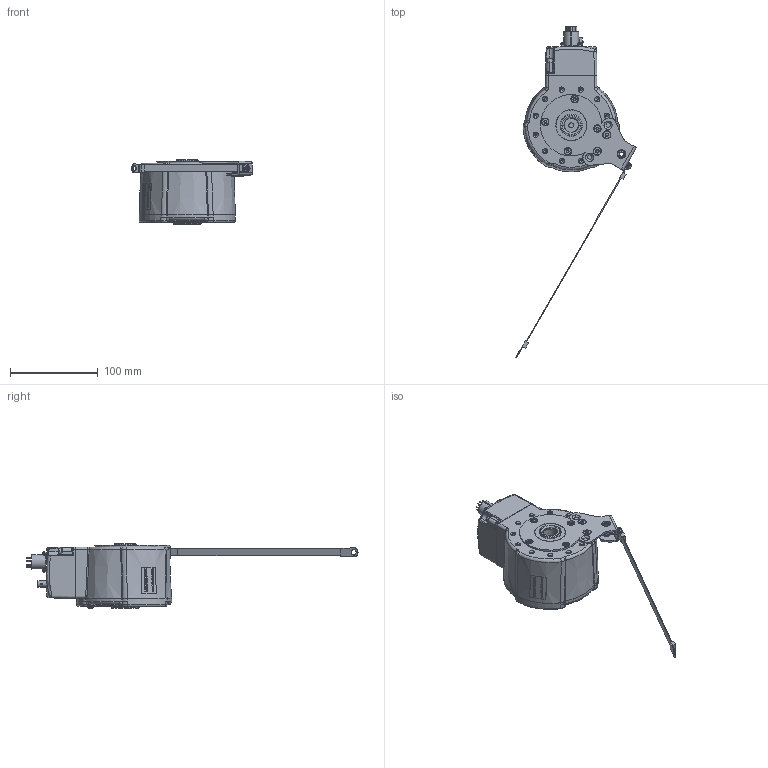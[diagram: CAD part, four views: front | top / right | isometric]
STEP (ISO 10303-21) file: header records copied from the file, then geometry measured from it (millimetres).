
FILE_DESCRIPTION((''),'2;1');
FILE_NAME('737360','2010-12-07T',('se2802'),(''),'PRO/ENGINEER BY PARAMETRIC TECHNOLOGY CORPORATION, 2010180','PRO/ENGINEER BY PARAMETRIC TECHNOLOGY CORPORATION, 2010180','');
FILE_SCHEMA(('CONFIG_CONTROL_DESIGN'));
Length unit declared in the file: millimetre
Products named in the file (1): 737360
Bounding box: 137.57 x 378.38 x 73.8 mm (x, y, z)
Volume: 302232.7 mm3; surface area: 129745.6 mm2
Topology: 10 solids, 12 shells, 2117 faces, 5357 edges, 3416 vertices
Faces by surface type: cylinder 732, plane 687, extrusion 326, cone 148, torus 105, bspline 76, sphere 42, revolution 1
Entity records: 106868 total; most frequent: CARTESIAN_POINT 57223, ORIENTED_EDGE 10674, DIRECTION 9628, EDGE_CURVE 5337, AXIS2_PLACEMENT_3D 3699, VERTEX_POINT 3416, EDGE_LOOP 2381, VECTOR 2229
